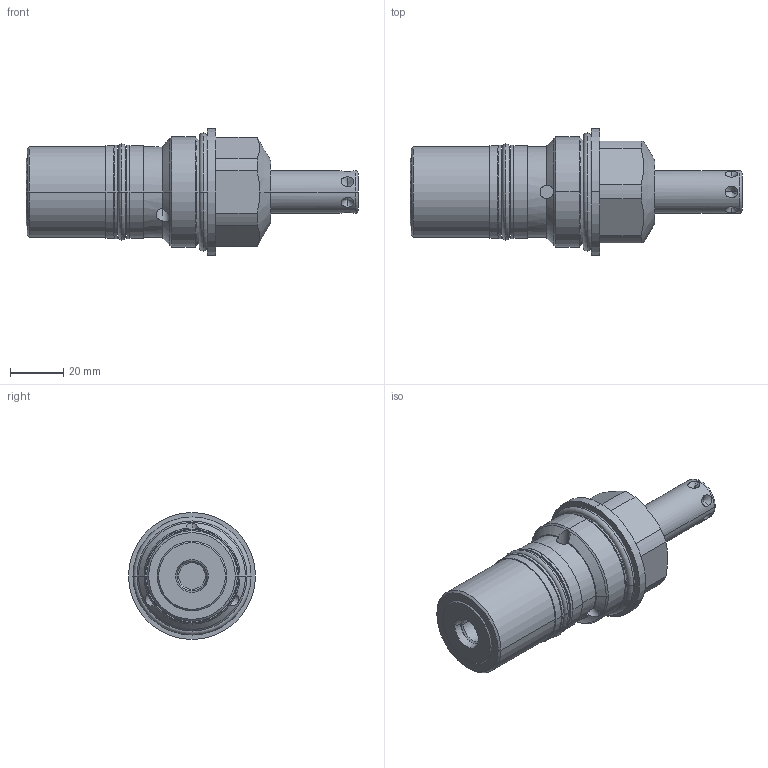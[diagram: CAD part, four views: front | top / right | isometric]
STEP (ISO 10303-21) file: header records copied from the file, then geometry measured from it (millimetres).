
FILE_DESCRIPTION((''),'2;1');
FILE_NAME('ILC14120901S','2018-01-24T',('jdw'),(''),'PRO/ENGINEER BY PARAMETRIC TECHNOLOGY CORPORATION, 2013320','PRO/ENGINEER BY PARAMETRIC TECHNOLOGY CORPORATION, 2013320','');
FILE_SCHEMA(('AUTOMOTIVE_DESIGN { 1 0 10303 214 1 1 1 1 }'));
Length unit declared in the file: inch
Products named in the file (1): ILC14120901S
Bounding box: 124.51 x 47.62 x 47.62 mm (x, y, z)
Volume: 101658.2 mm3; surface area: 22037.3 mm2
Topology: 3 solids, 6 shells, 115 faces, 278 edges, 173 vertices
Faces by surface type: cylinder 48, plane 29, cone 28, torus 10
Entity records: 4945 total; most frequent: CARTESIAN_POINT 960, DIRECTION 602, ORIENTED_EDGE 516, PRESENTATION_STYLE_ASSIGNMENT 299, STYLED_ITEM 270, CURVE_STYLE 264, EDGE_CURVE 264, AXIS2_PLACEMENT_3D 254
